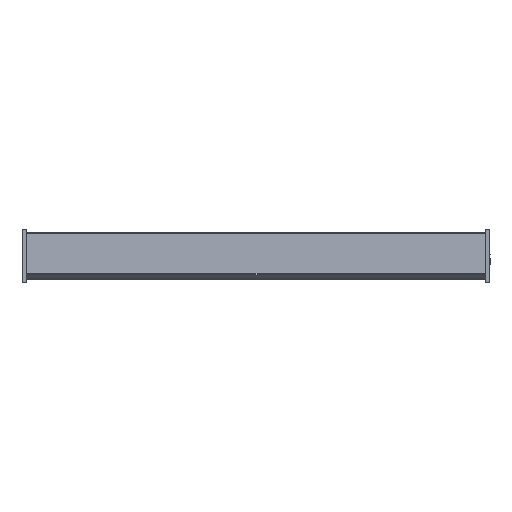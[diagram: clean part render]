
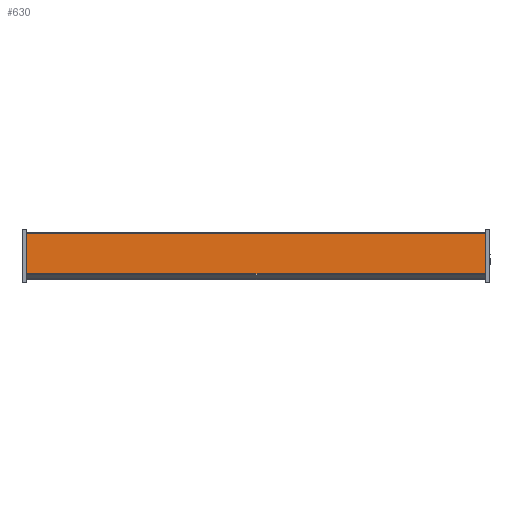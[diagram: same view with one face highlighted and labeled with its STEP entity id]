
A CAD part, left-side view. The second image highlights one B-rep face of the part: STEP entity #630.
In plain terms, the highlighted planar face has unit normal (-0.999, 0, 0.052).
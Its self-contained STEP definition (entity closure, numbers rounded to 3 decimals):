
#630=ADVANCED_FACE('',(#1134),#9071,.T.);
#1134=FACE_OUTER_BOUND('',#1782,.T.);
#1782=EDGE_LOOP('',(#4291,#4292,#4293,#4294));
#4291=ORIENTED_EDGE('',*,*,#5975,.T.);
#4292=ORIENTED_EDGE('',*,*,#5976,.T.);
#4293=ORIENTED_EDGE('',*,*,#5977,.T.);
#4294=ORIENTED_EDGE('',*,*,#5978,.F.);
#5975=EDGE_CURVE('',#8467,#8468,#7517,.T.);
#5976=EDGE_CURVE('',#8468,#8469,#7518,.T.);
#5977=EDGE_CURVE('',#8469,#8456,#7519,.T.);
#5978=EDGE_CURVE('',#8467,#8456,#7520,.T.);
#7517=B_SPLINE_CURVE_WITH_KNOTS('',1,(#15909,#15910),.UNSPECIFIED.,.F.,
 .F.,(2,2),(0.,300.),.UNSPECIFIED.);
#7518=B_SPLINE_CURVE_WITH_KNOTS('',1,(#15911,#15912),.UNSPECIFIED.,.F.,
 .F.,(2,2),(401.237,431.278),.UNSPECIFIED.);
#7519=B_SPLINE_CURVE_WITH_KNOTS('',1,(#15913,#15914),.UNSPECIFIED.,.F.,
 .F.,(2,2),(-300.,0.),.UNSPECIFIED.);
#7520=B_SPLINE_CURVE_WITH_KNOTS('',1,(#15915,#15916),.UNSPECIFIED.,.F.,
 .F.,(2,2),(401.237,431.278),.UNSPECIFIED.);
#8456=VERTEX_POINT('',#15813);
#8467=VERTEX_POINT('',#15824);
#8468=VERTEX_POINT('',#15825);
#8469=VERTEX_POINT('',#15826);
#9071=PLANE('',#9487);
#9487=AXIS2_PLACEMENT_3D('',#15624,#9819,$);
#9819=DIRECTION('',(-0.999,0.,0.052));
#15624=CARTESIAN_POINT('',(-1349.521,180.012,18.279));
#15813=CARTESIAN_POINT('',(-1351.251,-150.,-14.734));
#15824=CARTESIAN_POINT('',(-1349.679,-150.,15.266));
#15825=CARTESIAN_POINT('',(-1349.679,150.,15.266));
#15826=CARTESIAN_POINT('',(-1351.251,150.,-14.734));
#15909=CARTESIAN_POINT('',(-1349.679,-150.,15.266));
#15910=CARTESIAN_POINT('',(-1349.679,150.,15.266));
#15911=CARTESIAN_POINT('',(-1349.679,150.,15.266));
#15912=CARTESIAN_POINT('',(-1351.251,150.,-14.734));
#15913=CARTESIAN_POINT('',(-1351.251,150.,-14.734));
#15914=CARTESIAN_POINT('',(-1351.251,-150.,-14.734));
#15915=CARTESIAN_POINT('',(-1349.679,-150.,15.266));
#15916=CARTESIAN_POINT('',(-1351.251,-150.,-14.734));
